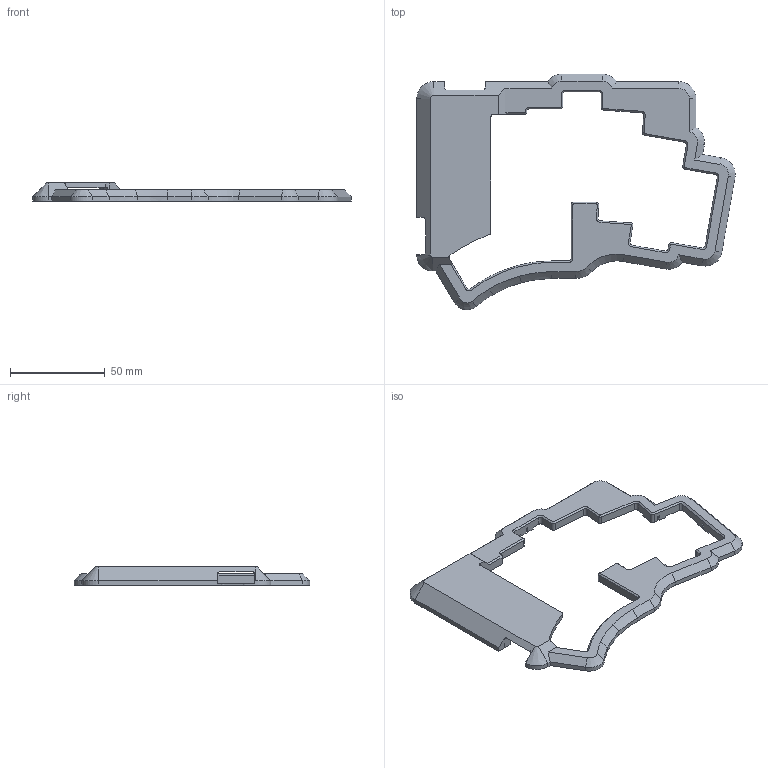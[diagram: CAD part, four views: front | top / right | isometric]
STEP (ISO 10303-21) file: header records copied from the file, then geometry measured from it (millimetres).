
FILE_DESCRIPTION(('FreeCAD Model'),'2;1');
FILE_NAME('Open CASCADE Shape Model','2025-03-16T20:25:22',('Author'),( ''),'Open CASCADE STEP processor 7.8','FreeCAD','Unknown');
FILE_SCHEMA(('AUTOMOTIVE_DESIGN { 1 0 10303 214 1 1 1 1 }'));
Length unit declared in the file: millimetre
Products named in the file (1): BaseFeature
Bounding box: 168.38 x 124.54 x 9.6 mm (x, y, z)
Volume: 34354.8 mm3; surface area: 22467.3 mm2
Topology: 1 solids, 1 shells, 304 faces, 832 edges, 530 vertices
Faces by surface type: plane 173, cylinder 78, cone 30, bspline 22, torus 1
Entity records: 10837 total; most frequent: CARTESIAN_POINT 3139, ORIENTED_EDGE 1664, DIRECTION 1534, EDGE_CURVE 832, LINE 586, VECTOR 586, VERTEX_POINT 530, AXIS2_PLACEMENT_3D 474
